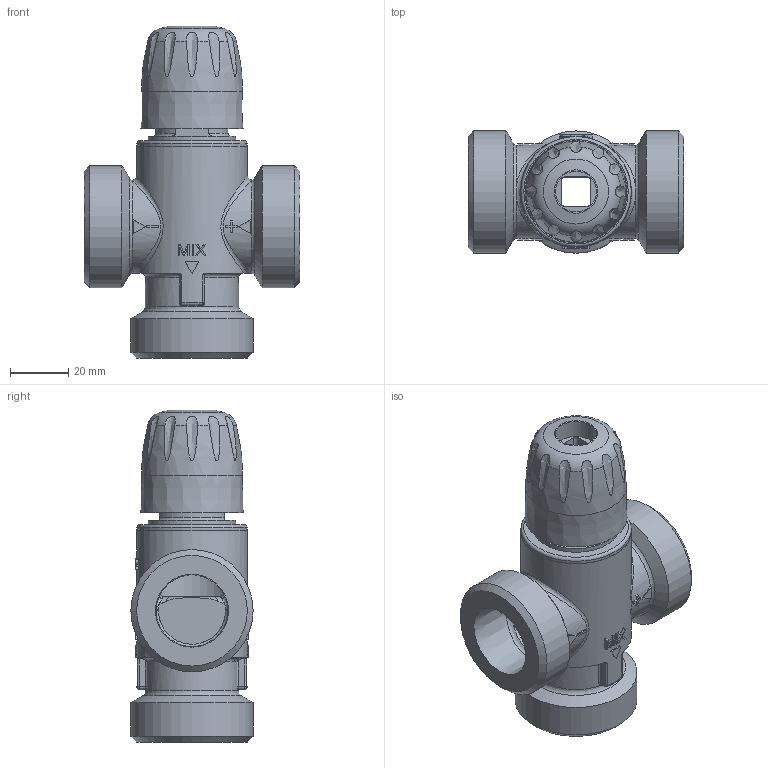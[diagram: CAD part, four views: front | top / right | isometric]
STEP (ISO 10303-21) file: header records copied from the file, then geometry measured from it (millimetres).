
FILE_DESCRIPTION( ( 'Unknown' ), '1' );
FILE_NAME( '252.6004.553.stp', 'Unknown', ( 'Unknown' ), ( 'Unknown' ), 'PSStep 14.0', 'Unknown', ' ' );
FILE_SCHEMA( ( 'AUTOMOTIVE_DESIGN { 1 0 10303 214 1 1 1 1 }' ) );
Length unit declared in the file: millimetre
Products named in the file (4): Assem1; 3-5002c; 3-4072i; 2-4275g
Assembly tree (3 placements, depth 2):
  Assem1
    3-5002c
    3-4072i
    2-4275g
Bounding box: 74 x 41.91 x 113.8 mm (x, y, z)
Volume: 87456 mm3; surface area: 41605.2 mm2
Topology: 3 solids, 3 shells, 435 faces, 1119 edges, 717 vertices
Faces by surface type: plane 209, cylinder 82, torus 56, extrusion 35, bspline 34, cone 18, sphere 1
Full cylindrical faces by diameter (mm): 14 x1, 14.917 x1, 18 x1, 18.5 x1, 24.5 x1, 25 x1, 25.2 x1, 25.5 x1, 29 x1, 30 x2, 30.376 x1, 30.4 x1, 32 x1, 32.8 x2, 33 x1, 37.8 x1, 38 x1, 41.91 x3
Entity records: 22815 total; most frequent: CARTESIAN_POINT 9431, ORIENTED_EDGE 2062, DIRECTION 1887, EDGE_CURVE 1031, AXIS2_PLACEMENT_3D 703, VERTEX_POINT 694, EDGE_LOOP 537, VECTOR 481
